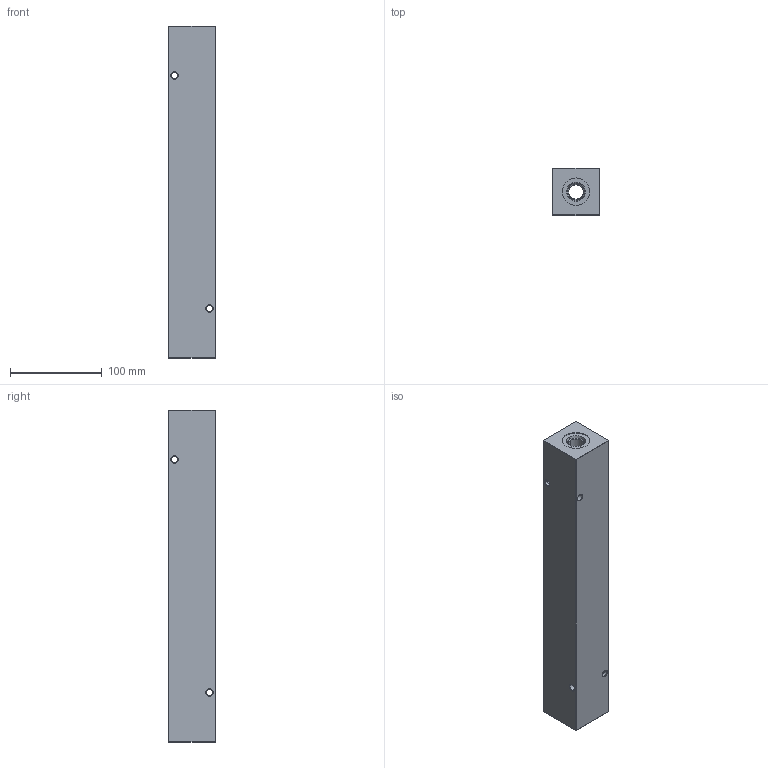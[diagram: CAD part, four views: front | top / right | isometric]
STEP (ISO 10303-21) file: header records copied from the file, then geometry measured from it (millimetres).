
FILE_DESCRIPTION (( 'STEP AP203' ), '1' );
FILE_NAME ('HM-7-0-S-8-8.STEP', '2020-10-01T12:53:02', ( '' ), ( '' ), 'SwSTEP 2.0', 'SolidWorks 2019', '' );
FILE_SCHEMA (( 'CONFIG_CONTROL_DESIGN' ));
Length unit declared in the file: inch
Products named in the file (1): HM-7-0-S-8-8
Bounding box: 50.8 x 50.8 x 361.95 mm (x, y, z)
Volume: 816661.7 mm3; surface area: 104319.8 mm2
Topology: 1 solids, 1 shells, 581 faces, 1522 edges, 986 vertices
Faces by surface type: plane 227, bspline 202, cone 77, cylinder 75
Entity records: 27707 total; most frequent: CARTESIAN_POINT 14756, ORIENTED_EDGE 3044, DIRECTION 1974, EDGE_CURVE 1522, VERTEX_POINT 986, LINE 822, VECTOR 822, EDGE_LOOP 652
